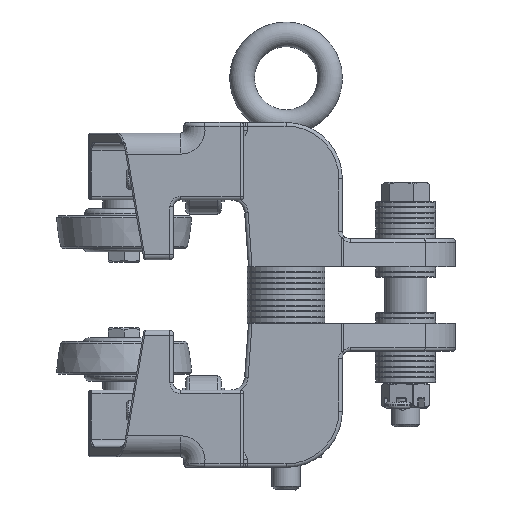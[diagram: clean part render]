
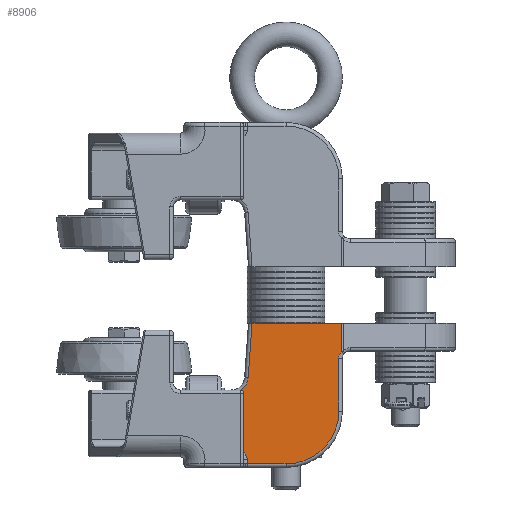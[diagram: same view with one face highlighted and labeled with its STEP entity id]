
A CAD part, left-side view. The second image highlights one B-rep face of the part: STEP entity #8906.
In plain terms, the highlighted face is planar.
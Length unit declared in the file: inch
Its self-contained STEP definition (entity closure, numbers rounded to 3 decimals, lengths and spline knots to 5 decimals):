
#7227=CARTESIAN_POINT('',(1.4375,-1.21875,0.4375));
#7228=VERTEX_POINT('',#7227);
#8726=CARTESIAN_POINT('',(1.4375,-1.14553,0.4375));
#8727=VERTEX_POINT('',#8726);
#8738=CARTESIAN_POINT('',(1.4375,-1.21875,0.4375));
#8739=DIRECTION('',(0.0,1.0,0.0));
#8740=VECTOR('',#8739,0.07322);
#8741=LINE('',#8738,#8740);
#8742=EDGE_CURVE('',#7228,#8727,#8741,.T.);
#8780=CARTESIAN_POINT('',(1.4375,-0.96875,0.5625));
#8781=VERTEX_POINT('',#8780);
#8782=CARTESIAN_POINT('',(1.4375,-1.14553,0.4375));
#8783=CARTESIAN_POINT('',(1.4375,-1.11556,0.4375));
#8784=CARTESIAN_POINT('',(1.4375,-1.05595,0.45776));
#8785=CARTESIAN_POINT('',(1.4375,-1.00367,0.51316));
#8786=CARTESIAN_POINT('',(1.4375,-0.97759,0.55001));
#8787=CARTESIAN_POINT('',(1.4375,-0.96887,0.56233));
#8788=CARTESIAN_POINT('',(1.4375,-0.96881,0.56241));
#8789=CARTESIAN_POINT('',(1.4375,-0.96875,0.5625));
#8790=B_SPLINE_CURVE_WITH_KNOTS('',3,(#8782,#8783,#8784,#8785,#8786,#8787,#8788,#8789),.UNSPECIFIED.,.F.,.U.,(4,1,1,2,4),(-0.57084,-0.3425,-0.11417,0.0,0.0008),.UNSPECIFIED.);
#8791=EDGE_CURVE('',#8727,#8781,#8790,.T.);
#8808=CARTESIAN_POINT('',(1.4375,1.28125,0.5));
#8809=DIRECTION('',(1.0,0.0,0.0));
#8810=DIRECTION('',(0.0,0.0,-1.0));
#8811=AXIS2_PLACEMENT_3D('',#8808,#8809,#8810);
#8812=PLANE('',#8811);
#8813=ORIENTED_EDGE('',*,*,#8791,.F.);
#8814=ORIENTED_EDGE('',*,*,#8742,.F.);
#8815=CARTESIAN_POINT('',(1.4375,-1.21875,-0.25));
#8816=VERTEX_POINT('',#8815);
#8817=CARTESIAN_POINT('',(1.4375,-1.21875,-0.25));
#8818=DIRECTION('',(0.0,0.0,1.0));
#8819=VECTOR('',#8818,0.6875);
#8820=LINE('',#8817,#8819);
#8821=EDGE_CURVE('',#8816,#7228,#8820,.T.);
#8822=ORIENTED_EDGE('',*,*,#8821,.F.);
#8823=CARTESIAN_POINT('',(1.4375,-0.28125,-1.1875));
#8824=VERTEX_POINT('',#8823);
#8825=CARTESIAN_POINT('',(1.4375,-0.28125,-0.25));
#8826=DIRECTION('',(-1.,0.0,0.0));
#8827=DIRECTION('',(0.0,-0.773,-0.635));
#8828=AXIS2_PLACEMENT_3D('',#8825,#8826,#8827);
#8829=CIRCLE('',#8828,0.9375);
#8830=EDGE_CURVE('',#8824,#8816,#8829,.T.);
#8831=ORIENTED_EDGE('',*,*,#8830,.F.);
#8832=CARTESIAN_POINT('',(1.4375,0.65625,-1.1875));
#8833=VERTEX_POINT('',#8832);
#8834=CARTESIAN_POINT('',(1.4375,0.65625,-1.1875));
#8835=DIRECTION('',(0.0,-1.0,0.0));
#8836=VECTOR('',#8835,0.9375);
#8837=LINE('',#8834,#8836);
#8838=EDGE_CURVE('',#8833,#8824,#8837,.T.);
#8839=ORIENTED_EDGE('',*,*,#8838,.F.);
#8840=CARTESIAN_POINT('',(1.4375,0.77625,-1.23093));
#8841=VERTEX_POINT('',#8840);
#8842=CARTESIAN_POINT('',(1.4375,0.65625,-1.375));
#8843=DIRECTION('',(1.0,0.0,0.0));
#8844=DIRECTION('',(0.0,0.0,1.0));
#8845=AXIS2_PLACEMENT_3D('',#8842,#8843,#8844);
#8846=CIRCLE('',#8845,0.1875);
#8847=EDGE_CURVE('',#8841,#8833,#8846,.T.);
#8848=ORIENTED_EDGE('',*,*,#8847,.F.);
#8849=CARTESIAN_POINT('',(1.4375,1.28125,-1.23093));
#8850=VERTEX_POINT('',#8849);
#8851=CARTESIAN_POINT('',(1.4375,1.28125,-1.23093));
#8852=DIRECTION('',(0.0,-1.0,0.0));
#8853=VECTOR('',#8852,0.505);
#8854=LINE('',#8851,#8853);
#8855=EDGE_CURVE('',#8850,#8841,#8854,.T.);
#8856=ORIENTED_EDGE('',*,*,#8855,.F.);
#8857=CARTESIAN_POINT('',(1.4375,1.28125,0.35431));
#8858=VERTEX_POINT('',#8857);
#8859=CARTESIAN_POINT('',(1.4375,1.28125,0.35431));
#8860=DIRECTION('',(0.0,0.0,-1.0));
#8861=VECTOR('',#8860,1.58524);
#8862=LINE('',#8859,#8861);
#8863=EDGE_CURVE('',#8858,#8850,#8862,.T.);
#8864=ORIENTED_EDGE('',*,*,#8863,.F.);
#8865=CARTESIAN_POINT('',(1.4375,0.32195,0.42139));
#8866=VERTEX_POINT('',#8865);
#8867=CARTESIAN_POINT('',(1.4375,0.32195,0.42139));
#8868=DIRECTION('',(0.0,0.998,-0.07));
#8869=VECTOR('',#8868,0.96164);
#8870=LINE('',#8867,#8869);
#8871=EDGE_CURVE('',#8866,#8858,#8870,.T.);
#8872=ORIENTED_EDGE('',*,*,#8871,.F.);
#8873=CARTESIAN_POINT('',(1.4375,0.03125,0.73313));
#8874=VERTEX_POINT('',#8873);
#8875=CARTESIAN_POINT('',(1.4375,0.34375,0.73313));
#8876=DIRECTION('',(1.,0.0,0.0));
#8877=DIRECTION('',(0.0,-0.731,-0.682));
#8878=AXIS2_PLACEMENT_3D('',#8875,#8876,#8877);
#8879=CIRCLE('',#8878,0.3125);
#8880=EDGE_CURVE('',#8874,#8866,#8879,.T.);
#8881=ORIENTED_EDGE('',*,*,#8880,.F.);
#8882=CARTESIAN_POINT('',(1.4375,0.03125,1.4375));
#8883=VERTEX_POINT('',#8882);
#8884=CARTESIAN_POINT('',(1.4375,0.03125,1.4375));
#8885=DIRECTION('',(0.0,0.0,-1.0));
#8886=VECTOR('',#8885,0.70437);
#8887=LINE('',#8884,#8886);
#8888=EDGE_CURVE('',#8883,#8874,#8887,.T.);
#8889=ORIENTED_EDGE('',*,*,#8888,.F.);
#8890=CARTESIAN_POINT('',(1.4375,-0.96875,1.4375));
#8891=VERTEX_POINT('',#8890);
#8892=CARTESIAN_POINT('',(1.4375,-0.96875,1.4375));
#8893=DIRECTION('',(0.0,1.0,0.0));
#8894=VECTOR('',#8893,1.);
#8895=LINE('',#8892,#8894);
#8896=EDGE_CURVE('',#8891,#8883,#8895,.T.);
#8897=ORIENTED_EDGE('',*,*,#8896,.F.);
#8898=CARTESIAN_POINT('',(1.4375,-0.96875,0.5625));
#8899=DIRECTION('',(0.0,0.0,1.0));
#8900=VECTOR('',#8899,0.875);
#8901=LINE('',#8898,#8900);
#8902=EDGE_CURVE('',#8781,#8891,#8901,.T.);
#8903=ORIENTED_EDGE('',*,*,#8902,.F.);
#8904=EDGE_LOOP('',(#8813,#8814,#8822,#8831,#8839,#8848,#8856,#8864,#8872,#8881,#8889,#8897,#8903));
#8905=FACE_OUTER_BOUND('',#8904,.T.);
#8906=ADVANCED_FACE('',(#8905),#8812,.T.);
